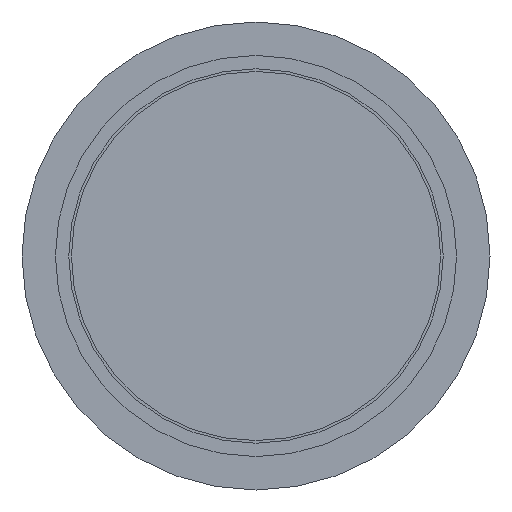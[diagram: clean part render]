
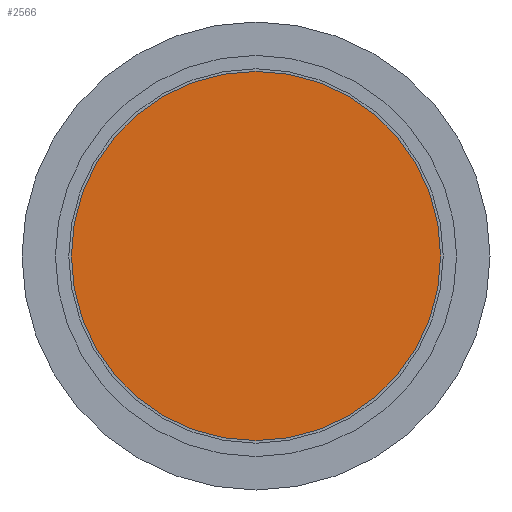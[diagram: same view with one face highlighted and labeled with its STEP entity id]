
A CAD part, front view. The second image highlights one B-rep face of the part: STEP entity #2566.
In plain terms, the highlighted planar face has unit normal (0, -1, 0).
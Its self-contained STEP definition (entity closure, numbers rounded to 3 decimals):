
#30 = ORIENTED_EDGE ( 'NONE', *, *, #2609, .T. ) ;
#448 = VERTEX_POINT ( 'NONE', #3277 ) ;
#613 = AXIS2_PLACEMENT_3D ( 'NONE', #4027, #4524, #4053 ) ;
#716 = PLANE ( 'NONE',  #3512 ) ;
#831 = CARTESIAN_POINT ( 'NONE',  ( 0., -3.32, 0. ) ) ;
#965 = EDGE_CURVE ( 'NONE', #448, #5505, #4453, .T. ) ;
#1466 = AXIS2_PLACEMENT_3D ( 'NONE', #831, #4385, #5248 ) ;
#1559 = CIRCLE ( 'NONE', #1466, 5.522 ) ;
#1625 = DIRECTION ( 'NONE',  ( 0., -1., 0. ) ) ;
#2037 = DIRECTION ( 'NONE',  ( 0., 0., -1. ) ) ;
#2566 = ADVANCED_FACE ( 'NONE', ( #4299 ), #716, .T. ) ;
#2609 = EDGE_CURVE ( 'NONE', #5505, #448, #1559, .T. ) ;
#3277 = CARTESIAN_POINT ( 'NONE',  ( 0., -3.32, -5.522 ) ) ;
#3512 = AXIS2_PLACEMENT_3D ( 'NONE', #5629, #1625, #2037 ) ;
#3684 = CARTESIAN_POINT ( 'NONE',  ( 0., -3.32, 5.522 ) ) ;
#4027 = CARTESIAN_POINT ( 'NONE',  ( 0., -3.32, 0. ) ) ;
#4053 = DIRECTION ( 'NONE',  ( 0., 0., -1. ) ) ;
#4299 = FACE_OUTER_BOUND ( 'NONE', #4856, .T. ) ;
#4385 = DIRECTION ( 'NONE',  ( 0., -1., 0. ) ) ;
#4453 = CIRCLE ( 'NONE', #613, 5.522 ) ;
#4524 = DIRECTION ( 'NONE',  ( 0., -1., 0. ) ) ;
#4856 = EDGE_LOOP ( 'NONE', ( #30, #5782 ) ) ;
#5248 = DIRECTION ( 'NONE',  ( 0., 0., -1. ) ) ;
#5505 = VERTEX_POINT ( 'NONE', #3684 ) ;
#5629 = CARTESIAN_POINT ( 'NONE',  ( 0., -3.32, 0. ) ) ;
#5782 = ORIENTED_EDGE ( 'NONE', *, *, #965, .T. ) ;
